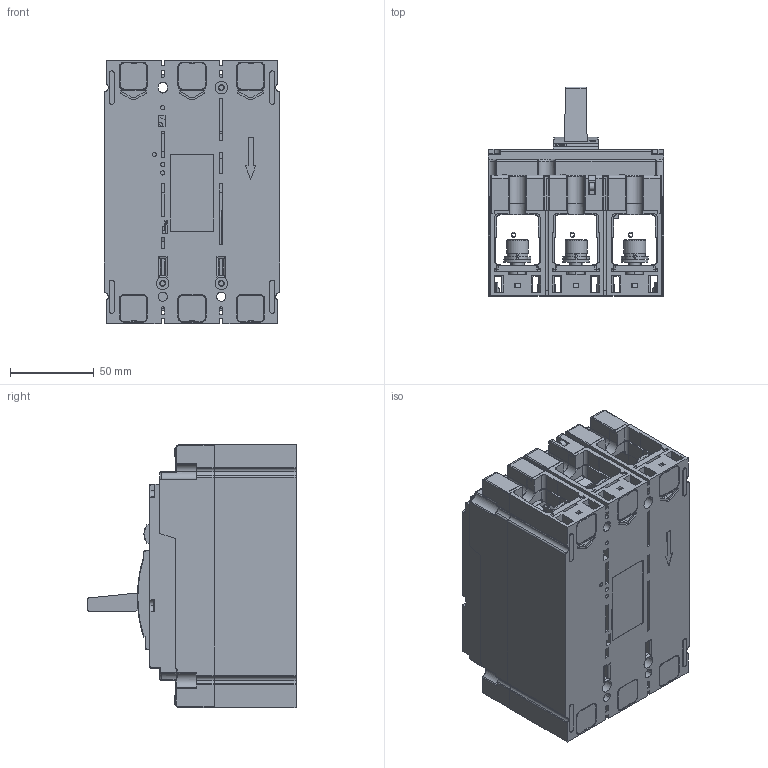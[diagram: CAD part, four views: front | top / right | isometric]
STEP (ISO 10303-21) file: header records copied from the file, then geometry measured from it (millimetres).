
FILE_DESCRIPTION(/* description */ (''),/* implementation_level */ '2;1');
FILE_NAME(/* name */ 'c_mz225431--_3d.stp',/* time_stamp */ '2021-01-26T10:20:23+01:00',/* author */ ('f.bogacz'),/* organization */ (''),/* preprocessor_version */ 'ST-DEVELOPER v18',/* originating_system */ 'AutoCAD Mechanical',/* authorisation */ '');
FILE_SCHEMA (('AUTOMOTIVE_DESIGN { 1 0 10303 214 3 1 1 }'));
Products named in the file (50): Product1; Product; MZ225431--; 8-024-433; 8-156-288_SOLID_1-29650; 8-307-019-30397; 8-307-019-30994; 8-156-288_SOLID_1-31591; 8-156-288_SOLID_1-32338; 8-307-019-33085; 8-307-019-33682; 8-156-288_SOLID_1-34279; 8-156-288_SOLID_1-35026; 8-307-019-35773; 8-307-019-36370; 8-156-288_SOLID_1-36967; 3P-8-253-068; 3P-8-253-075; ST29X19-F-GB845; M3X8-GB78_QUILT_1-267824; M3X8-GB78_QUILT_1-275544; M3X8-GB78_QUILT_1-283264; 3P-8-253-084; 3P-8-253-091; 3P-8-315-158_SOLID_1; 3P-8-055-019; 3P-8-253-087_SOLID_1; 3P-8-253-087_QUILT_1; 3P-8-235-033; GBT70_1-M8X20_QUILT_1; GBT93-8; GBT97_1-8; GBT70_1-M8X20_QUILT_1-1; GBT93-8-1; GBT97_1-8-1; GBT70_1-M8X20_QUILT_1-2; GBT93-8-2; GBT97_1-8-2; GBT70_1-M8X20_SOLID_1-3; GBT70_1-M8X20_QUILT_1-3 ...
Assembly tree (49 placements, depth 4):
  Product1
    Product
      MZ225431--
        8-024-433
        8-156-288_SOLID_1-29650
        8-307-019-30397
        8-307-019-30994
        8-156-288_SOLID_1-31591
        8-156-288_SOLID_1-32338
        8-307-019-33085
        8-307-019-33682
        8-156-288_SOLID_1-34279
        8-156-288_SOLID_1-35026
        8-307-019-35773
        8-307-019-36370
        8-156-288_SOLID_1-36967
        3P-8-253-068
        3P-8-253-075
        ST29X19-F-GB845
        M3X8-GB78_QUILT_1-267824
        M3X8-GB78_QUILT_1-275544
        M3X8-GB78_QUILT_1-283264
        3P-8-253-084
        3P-8-253-091
        3P-8-315-158_SOLID_1
        3P-8-055-019
        3P-8-253-087_SOLID_1
        3P-8-253-087_QUILT_1
        3P-8-235-033
        GBT70_1-M8X20_QUILT_1
        GBT93-8
        GBT97_1-8
        GBT70_1-M8X20_QUILT_1-1
        GBT93-8-1
        GBT97_1-8-1
        GBT70_1-M8X20_QUILT_1-2
        GBT93-8-2
        GBT97_1-8-2
        GBT70_1-M8X20_SOLID_1-3
        GBT70_1-M8X20_QUILT_1-3
        GBT93-8-3
        GBT97_1-8-3
        GBT70_1-M8X20_SOLID_1-4
        GBT70_1-M8X20_QUILT_1-4
        GBT93-8-4
        GBT97_1-8-4
        GBT70_1-M8X20_SOLID_1-5
        GBT70_1-M8X20_QUILT_1-5
        GBT93-8-5
        GBT97_1-8-5
Bounding box: 105 x 125.35 x 157.21 mm (x, y, z)
Volume: 163676.3 mm3; surface area: 270513.1 mm2
Topology: 37 solids, 2783 shells, 5198 faces, 21774 edges, 19435 vertices
Faces by surface type: plane 3506, cylinder 1430, torus 134, cone 82, bspline 23, sphere 23
Entity records: 250139 total; most frequent: CARTESIAN_POINT 65373, DIRECTION 36435, ORIENTED_EDGE 28469, EDGE_CURVE 21758, VERTEX_POINT 19435, LINE 16551, VECTOR 16551, AXIS2_PLACEMENT_3D 9942
